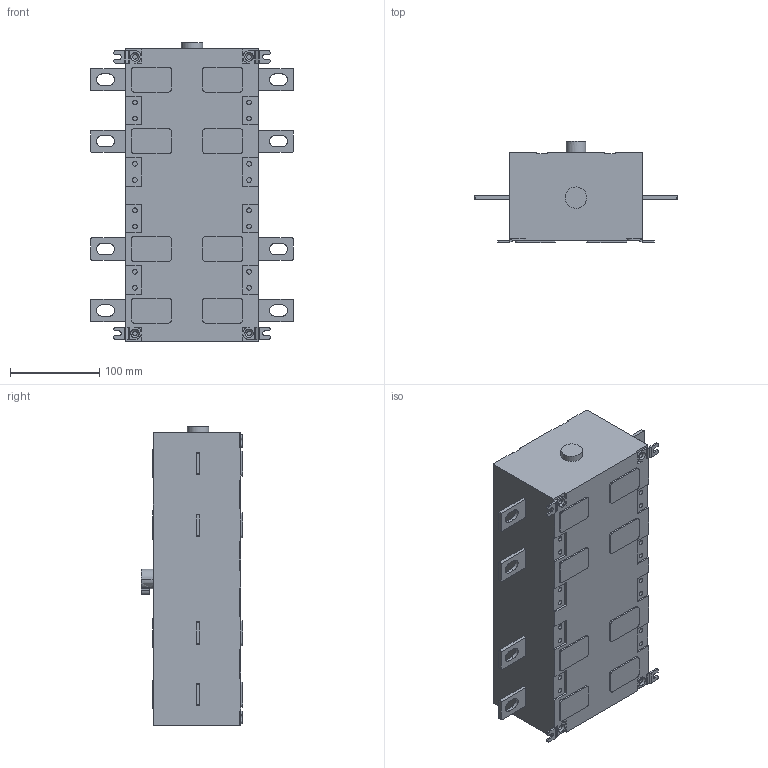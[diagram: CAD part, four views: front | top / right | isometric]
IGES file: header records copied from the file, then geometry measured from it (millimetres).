
Global section: file name: OTDC400E22.igs; preprocessor: I-DEAS 3D IGES Translator 15; date: 20130906.124939; units: millimetre
Bounding box: 227 x 113.5 x 335 mm (x, y, z)
Volume: 4834611.9 mm3; surface area: 221758.4 mm2
Topology: 1 solids, 1 shells, 441 faces, 1149 edges, 762 vertices
Faces by surface type: bspline 441
